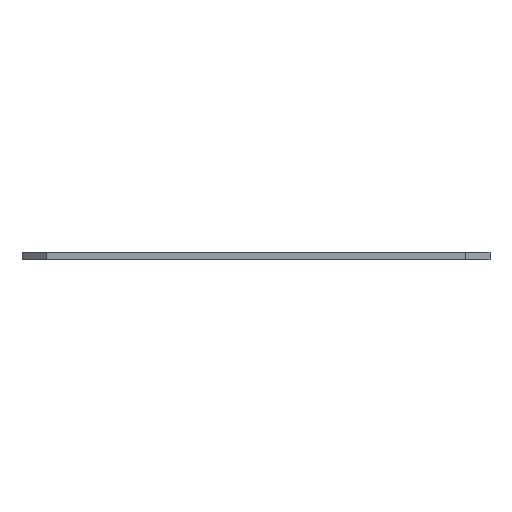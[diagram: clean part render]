
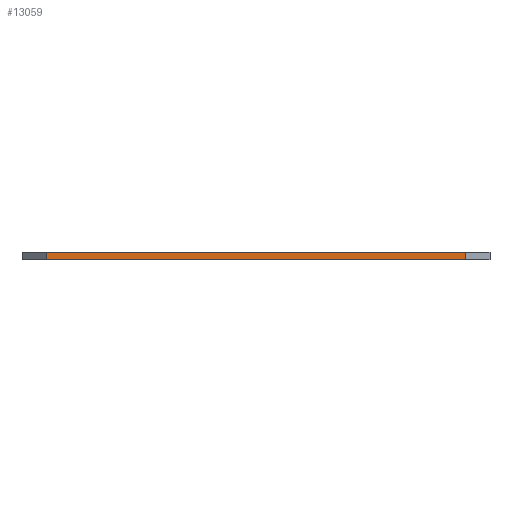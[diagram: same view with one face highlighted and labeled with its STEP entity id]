
A CAD part, front view. The second image highlights one B-rep face of the part: STEP entity #13059.
In plain terms, the highlighted planar face has unit normal (0, -1, 0).
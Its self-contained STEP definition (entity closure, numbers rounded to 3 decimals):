
#746=FACE_OUTER_BOUND('',#1390,.T.);
#1390=EDGE_LOOP('',(#11209,#11210,#11211,#11212));
#3129=LINE('',#20374,#4937);
#3211=LINE('',#20605,#5019);
#3213=LINE('',#20609,#5021);
#3214=LINE('',#20610,#5022);
#4937=VECTOR('',#16649,430.);
#5019=VECTOR('',#16879,8.);
#5021=VECTOR('',#16883,8.);
#5022=VECTOR('',#16884,430.);
#6189=VERTEX_POINT('',#20371);
#6190=VERTEX_POINT('',#20373);
#6265=VERTEX_POINT('',#20604);
#6266=VERTEX_POINT('',#20608);
#8003=EDGE_CURVE('',#6190,#6189,#3129,.T.);
#8119=EDGE_CURVE('',#6265,#6190,#3211,.T.);
#8121=EDGE_CURVE('',#6266,#6189,#3213,.T.);
#8122=EDGE_CURVE('',#6266,#6265,#3214,.T.);
#11209=ORIENTED_EDGE('',*,*,#8003,.T.);
#11210=ORIENTED_EDGE('',*,*,#8121,.F.);
#11211=ORIENTED_EDGE('',*,*,#8122,.T.);
#11212=ORIENTED_EDGE('',*,*,#8119,.T.);
#12436=PLANE('',#13734);
#13059=ADVANCED_FACE('',(#746),#12436,.T.);
#13734=AXIS2_PLACEMENT_3D('',#20607,#16881,#16882);
#16649=DIRECTION('',(-1.,0.,0.));
#16879=DIRECTION('',(0.,0.,1.));
#16881=DIRECTION('center_axis',(0.,-1.,0.));
#16882=DIRECTION('ref_axis',(0.,0.,-1.));
#16883=DIRECTION('',(0.,0.,1.));
#16884=DIRECTION('',(1.,0.,0.));
#20371=CARTESIAN_POINT('',(-215.,-218.25,8.));
#20373=CARTESIAN_POINT('',(215.,-218.25,8.));
#20374=CARTESIAN_POINT('',(-240.,-218.25,8.));
#20604=CARTESIAN_POINT('',(215.,-218.25,0.));
#20605=CARTESIAN_POINT('',(215.,-218.25,0.));
#20607=CARTESIAN_POINT('Origin',(215.,-218.25,0.));
#20608=CARTESIAN_POINT('',(-215.,-218.25,0.));
#20609=CARTESIAN_POINT('',(-215.,-218.25,0.));
#20610=CARTESIAN_POINT('',(-240.,-218.25,0.));
